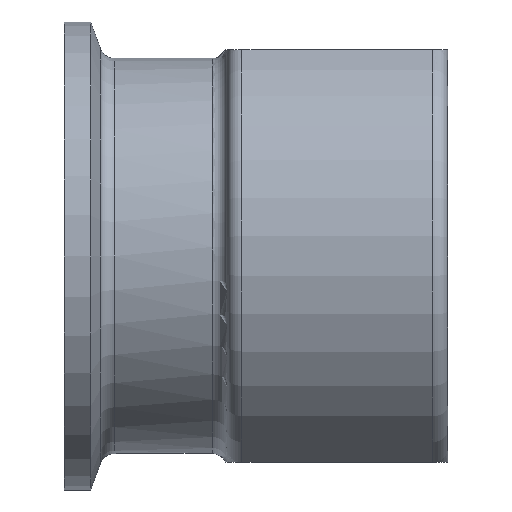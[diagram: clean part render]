
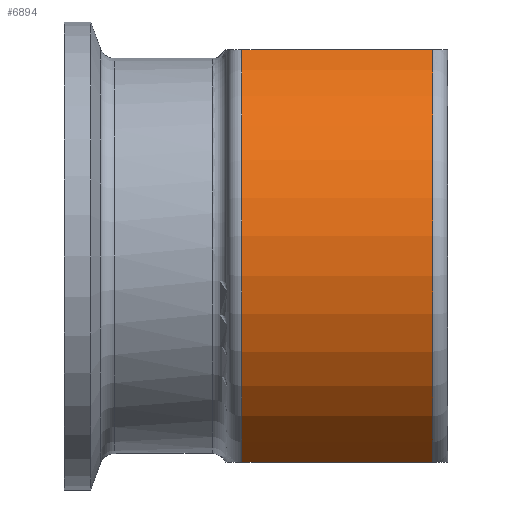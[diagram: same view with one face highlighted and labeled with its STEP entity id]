
A CAD part, front view. The second image highlights one B-rep face of the part: STEP entity #6894.
In plain terms, the highlighted cylindrical face has radius 24.765 mm (diameter 49.53 mm), a partial arc.
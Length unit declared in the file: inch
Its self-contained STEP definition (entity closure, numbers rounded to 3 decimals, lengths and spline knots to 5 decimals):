
#817=FACE_OUTER_BOUND('',#1240,.T.);
#1240=EDGE_LOOP('',(#6417,#6418,#6419,#6420));
#1424=CIRCLE('',#7297,0.975);
#1425=CIRCLE('',#7300,0.975);
#1891=LINE('',#15102,#2348);
#1892=LINE('',#15128,#2349);
#2348=VECTOR('',#8530,0.809);
#2349=VECTOR('',#8533,0.809);
#3377=VERTEX_POINT('',#15088);
#3378=VERTEX_POINT('',#15101);
#3379=VERTEX_POINT('',#15116);
#3380=VERTEX_POINT('',#15127);
#4390=EDGE_CURVE('',#3378,#3377,#1891,.T.);
#4393=EDGE_CURVE('',#3380,#3379,#1892,.T.);
#4405=EDGE_CURVE('',#3380,#3377,#1424,.T.);
#4406=EDGE_CURVE('',#3378,#3379,#1425,.T.);
#6417=ORIENTED_EDGE('',*,*,#4390,.T.);
#6418=ORIENTED_EDGE('',*,*,#4405,.F.);
#6419=ORIENTED_EDGE('',*,*,#4393,.T.);
#6420=ORIENTED_EDGE('',*,*,#4406,.F.);
#6495=CYLINDRICAL_SURFACE('',#7299,0.975);
#6894=ADVANCED_FACE('',(#817),#6495,.T.);
#7297=AXIS2_PLACEMENT_3D('',#15185,#8554,#8555);
#7299=AXIS2_PLACEMENT_3D('',#15187,#8558,#8559);
#7300=AXIS2_PLACEMENT_3D('',#15188,#8560,#8561);
#8530=DIRECTION('',(-1.,0.,0.));
#8533=DIRECTION('',(1.,0.,0.));
#8554=DIRECTION('center_axis',(-1.,0.,0.));
#8555=DIRECTION('ref_axis',(0.,-1.,0.));
#8558=DIRECTION('center_axis',(1.,0.,0.));
#8559=DIRECTION('ref_axis',(0.,1.,0.));
#8560=DIRECTION('center_axis',(1.,0.,0.));
#8561=DIRECTION('ref_axis',(0.,-1.,0.));
#15088=CARTESIAN_POINT('',(0.753,-0.43012,0.875));
#15101=CARTESIAN_POINT('',(1.562,-0.43012,0.875));
#15102=CARTESIAN_POINT('',(1.1575,-0.43012,0.875));
#15116=CARTESIAN_POINT('',(1.562,-0.43012,-0.875));
#15127=CARTESIAN_POINT('',(0.753,-0.43012,-0.875));
#15128=CARTESIAN_POINT('',(1.1575,-0.43012,-0.875));
#15185=CARTESIAN_POINT('Origin',(0.753,0.,0.));
#15187=CARTESIAN_POINT('Origin',(1.1575,0.,0.));
#15188=CARTESIAN_POINT('Origin',(1.562,0.,0.));
